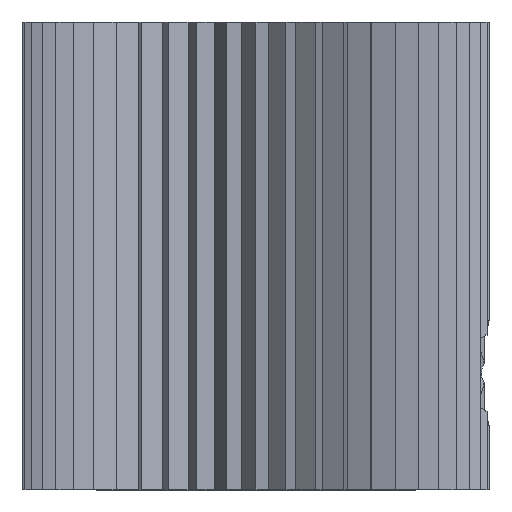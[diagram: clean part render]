
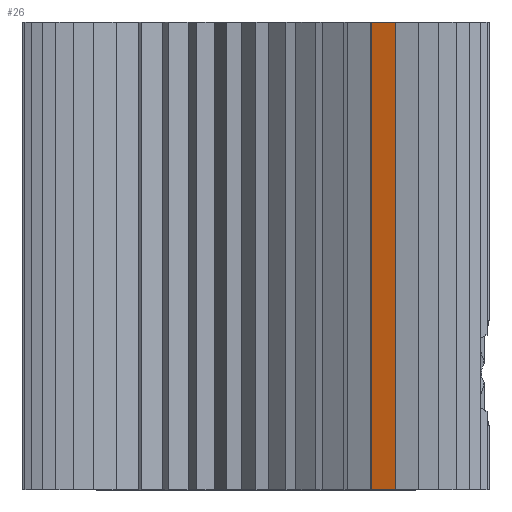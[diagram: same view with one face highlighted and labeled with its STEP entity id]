
A CAD part, left-side view. The second image highlights one B-rep face of the part: STEP entity #26.
In plain terms, the highlighted planar face has unit normal (-0.945, 0.326, 0).
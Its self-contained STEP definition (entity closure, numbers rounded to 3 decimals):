
#26=ADVANCED_FACE('',(#139),#1921,.T.);
#139=FACE_OUTER_BOUND('',#252,.T.);
#252=EDGE_LOOP('',(#588,#589,#590,#591));
#588=ORIENTED_EDGE('',*,*,#1045,.F.);
#589=ORIENTED_EDGE('',*,*,#1046,.T.);
#590=ORIENTED_EDGE('',*,*,#1047,.F.);
#591=ORIENTED_EDGE('',*,*,#1048,.T.);
#1045=EDGE_CURVE('',#1772,#1773,#1387,.T.);
#1046=EDGE_CURVE('',#1772,#1794,#1388,.T.);
#1047=EDGE_CURVE('',#1793,#1794,#1389,.T.);
#1048=EDGE_CURVE('',#1793,#1773,#1390,.T.);
#1387=B_SPLINE_CURVE_WITH_KNOTS('',1,(#2680,#2681),.UNSPECIFIED.,.F.,.F.,
(2,2),(-0.304,0.304),.UNSPECIFIED.);
#1388=B_SPLINE_CURVE_WITH_KNOTS('',1,(#2682,#2683),.UNSPECIFIED.,.F.,.F.,
(2,2),(-5.5,5.5),.UNSPECIFIED.);
#1389=B_SPLINE_CURVE_WITH_KNOTS('',1,(#2684,#2685),.UNSPECIFIED.,.F.,.F.,
(2,2),(-0.304,0.304),.UNSPECIFIED.);
#1390=B_SPLINE_CURVE_WITH_KNOTS('',1,(#2686,#2687),.UNSPECIFIED.,.F.,.F.,
(2,2),(-5.5,5.5),.UNSPECIFIED.);
#1772=VERTEX_POINT('',#2492);
#1773=VERTEX_POINT('',#2493);
#1793=VERTEX_POINT('',#2513);
#1794=VERTEX_POINT('',#2514);
#1921=PLANE('',#2048);
#2048=AXIS2_PLACEMENT_3D('',#2268,#2158,$);
#2158=DIRECTION('',(-0.945,0.326,0.));
#2268=CARTESIAN_POINT('',(-4.204,-2.715,0.));
#2492=CARTESIAN_POINT('',(-4.402,-3.29,0.));
#2493=CARTESIAN_POINT('',(-4.204,-2.715,0.));
#2513=CARTESIAN_POINT('',(-4.204,-2.715,11.));
#2514=CARTESIAN_POINT('',(-4.402,-3.29,11.));
#2680=CARTESIAN_POINT('',(-4.402,-3.29,0.));
#2681=CARTESIAN_POINT('',(-4.204,-2.715,0.));
#2682=CARTESIAN_POINT('',(-4.402,-3.29,0.));
#2683=CARTESIAN_POINT('',(-4.402,-3.29,11.));
#2684=CARTESIAN_POINT('',(-4.204,-2.715,11.));
#2685=CARTESIAN_POINT('',(-4.402,-3.29,11.));
#2686=CARTESIAN_POINT('',(-4.204,-2.715,11.));
#2687=CARTESIAN_POINT('',(-4.204,-2.715,0.));
